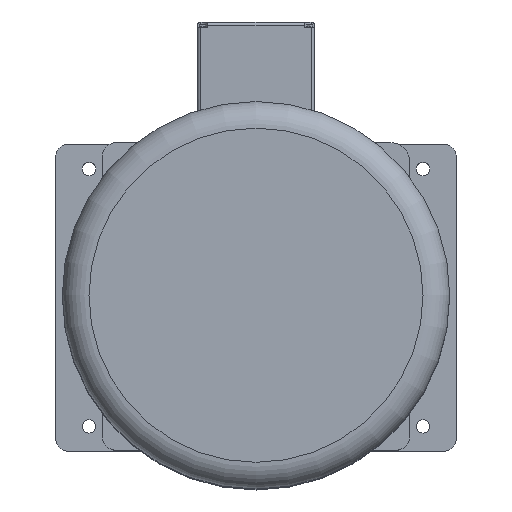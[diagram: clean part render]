
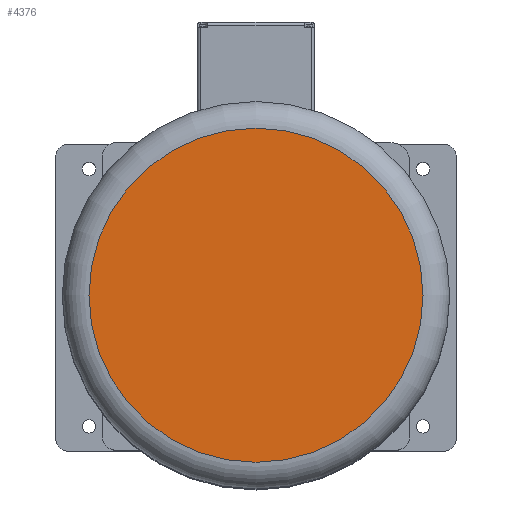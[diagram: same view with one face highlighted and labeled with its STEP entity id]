
A CAD part, top view. The second image highlights one B-rep face of the part: STEP entity #4376.
In plain terms, the highlighted planar face has unit normal (0, 0, 1).
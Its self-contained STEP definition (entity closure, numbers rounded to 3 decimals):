
#4376=ADVANCED_FACE('',(#8430),#8432,.T.);
#8430=FACE_BOUND('',#8431,.T.);
#8431=EDGE_LOOP('',(#11278));
#8432=PLANE('',#8433);
#8433=AXIS2_PLACEMENT_3D('',#8434,#8435,#8436);
#8434=CARTESIAN_POINT('',(0.,0.,2170.));
#8435=DIRECTION('',(0.,0.,1.));
#8436=DIRECTION('',(0.,1.,0.));
#11278=ORIENTED_EDGE('',*,*,#12794,.F.);
#12794=EDGE_CURVE('',#15164,#15164,#15165,.T.);
#15164=VERTEX_POINT('',#22614);
#15165=CIRCLE('',#22615,250.);
#22614=CARTESIAN_POINT('',(0.,250.,2170.));
#22615=AXIS2_PLACEMENT_3D('',#22616,#22617,#22618);
#22616=CARTESIAN_POINT('',(0.,0.,2170.));
#22617=DIRECTION('',(0.,0.,-1.));
#22618=DIRECTION('',(0.,1.,0.));
